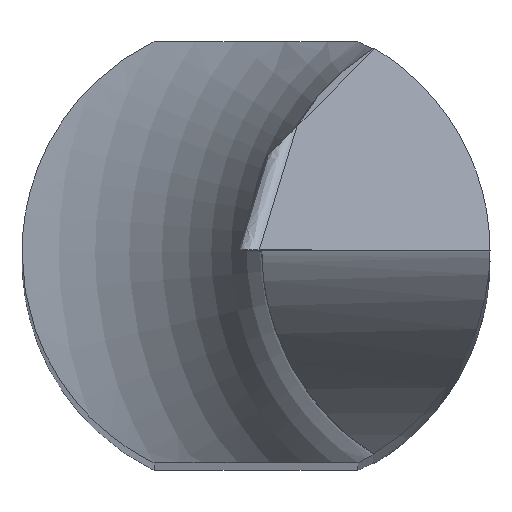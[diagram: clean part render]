
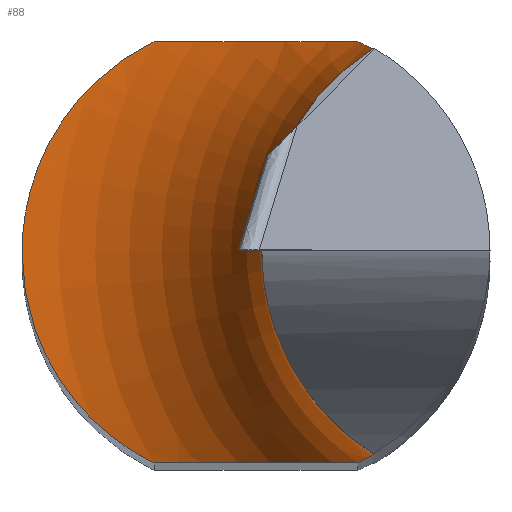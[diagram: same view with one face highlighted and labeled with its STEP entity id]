
A CAD part, top view. The second image highlights one B-rep face of the part: STEP entity #88.
In plain terms, the highlighted toroidal (fillet/blend) face has major radius 4.05 mm and minor radius 2 mm.
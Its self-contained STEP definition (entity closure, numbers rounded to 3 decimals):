
#29=TOROIDAL_SURFACE('',#699,4.05,2.);
#60=CIRCLE('',#697,2.05);
#61=CIRCLE('',#698,2.05);
#88=ADVANCED_FACE('',(#136),#29,.F.);
#136=FACE_OUTER_BOUND('',#166,.T.);
#166=EDGE_LOOP('',(#275,#276,#277,#278,#279,#280,#281,#282));
#275=ORIENTED_EDGE('',*,*,#436,.T.);
#276=ORIENTED_EDGE('',*,*,#451,.T.);
#277=ORIENTED_EDGE('',*,*,#449,.T.);
#278=ORIENTED_EDGE('',*,*,#448,.T.);
#279=ORIENTED_EDGE('',*,*,#446,.F.);
#280=ORIENTED_EDGE('',*,*,#444,.T.);
#281=ORIENTED_EDGE('',*,*,#452,.F.);
#282=ORIENTED_EDGE('',*,*,#453,.F.);
#369=VERTEX_POINT('',#1181);
#370=VERTEX_POINT('',#1189);
#377=VERTEX_POINT('',#1236);
#378=VERTEX_POINT('',#1244);
#379=VERTEX_POINT('',#1257);
#380=VERTEX_POINT('',#1273);
#381=VERTEX_POINT('',#1287);
#382=VERTEX_POINT('',#1311);
#436=EDGE_CURVE('',#370,#369,#495,.T.);
#444=EDGE_CURVE('',#378,#377,#497,.T.);
#446=EDGE_CURVE('',#378,#379,#498,.T.);
#448=EDGE_CURVE('',#380,#379,#499,.T.);
#449=EDGE_CURVE('',#381,#380,#500,.T.);
#451=EDGE_CURVE('',#369,#381,#501,.T.);
#452=EDGE_CURVE('',#382,#377,#60,.T.);
#453=EDGE_CURVE('',#370,#382,#61,.T.);
#495=B_SPLINE_CURVE_WITH_KNOTS('',3,(#1182,#1183,#1184,#1185,#1186,#1187,
#1188),.UNSPECIFIED.,.F.,.F.,(4,3,4),(0.,0.822,1.),
 .UNSPECIFIED.);
#497=B_SPLINE_CURVE_WITH_KNOTS('',3,(#1237,#1238,#1239,#1240,#1241,#1242,
#1243),.UNSPECIFIED.,.F.,.F.,(4,1,1,1,4),(0.,0.25,0.5,0.75,1.),
 .UNSPECIFIED.);
#498=B_SPLINE_CURVE_WITH_KNOTS('',3,(#1247,#1248,#1249,#1250,#1251,#1252,
#1253,#1254,#1255,#1256),.UNSPECIFIED.,.F.,.F.,(4,3,3,4),(0.,0.474,
0.918,1.),.UNSPECIFIED.);
#499=B_SPLINE_CURVE_WITH_KNOTS('',3,(#1260,#1261,#1262,#1263,#1264,#1265,
#1266,#1267,#1268,#1269,#1270,#1271,#1272),.UNSPECIFIED.,.F.,.F.,(4,3,3,
3,4),(0.,0.301,0.602,0.902,1.),
 .UNSPECIFIED.);
#500=B_SPLINE_CURVE_WITH_KNOTS('',3,(#1274,#1275,#1276,#1277,#1278,#1279,
#1280,#1281,#1282,#1283,#1284,#1285,#1286),.UNSPECIFIED.,.F.,.F.,(4,3,3,
3,4),(0.,0.292,0.584,0.883,1.),
 .UNSPECIFIED.);
#501=B_SPLINE_CURVE_WITH_KNOTS('',3,(#1290,#1291,#1292,#1293,#1294,#1295,
#1296,#1297,#1298,#1299,#1300,#1301,#1302,#1303,#1304,#1305,#1306,#1307,
#1308),.UNSPECIFIED.,.F.,.F.,(4,1,1,1,1,1,1,1,1,1,1,1,1,1,1,1,4),(0.,0.063,
0.125,0.188,0.25,0.313,0.375,0.438,0.5,0.563,0.625,0.688,0.75,0.813,
0.875,0.938,1.),.UNSPECIFIED.);
#697=AXIS2_PLACEMENT_3D('',#1310,#813,#814);
#698=AXIS2_PLACEMENT_3D('',#1312,#815,#816);
#699=AXIS2_PLACEMENT_3D('',#1313,#817,#818);
#813=DIRECTION('',(0.,0.,1.));
#814=DIRECTION('',(-1.,0.,0.));
#815=DIRECTION('',(0.,0.,1.));
#816=DIRECTION('',(-0.536,0.844,0.));
#817=DIRECTION('',(0.,0.,-1.));
#818=DIRECTION('',(1.,0.,0.));
#1181=CARTESIAN_POINT('',(0.872,1.8,19.292));
#1182=CARTESIAN_POINT('',(1.002,1.731,19.999));
#1183=CARTESIAN_POINT('',(1.002,1.731,19.801));
#1184=CARTESIAN_POINT('',(0.973,1.749,19.601));
#1185=CARTESIAN_POINT('',(0.914,1.779,19.414));
#1186=CARTESIAN_POINT('',(0.902,1.785,19.373));
#1187=CARTESIAN_POINT('',(0.887,1.792,19.332));
#1188=CARTESIAN_POINT('',(0.872,1.8,19.292));
#1189=CARTESIAN_POINT('',(1.002,1.731,19.999));
#1236=CARTESIAN_POINT('',(1.002,-1.731,19.999));
#1237=CARTESIAN_POINT('',(0.872,-1.8,19.292));
#1238=CARTESIAN_POINT('',(0.893,-1.79,19.348));
#1239=CARTESIAN_POINT('',(0.931,-1.77,19.46));
#1240=CARTESIAN_POINT('',(0.972,-1.748,19.637));
#1241=CARTESIAN_POINT('',(0.996,-1.734,19.818));
#1242=CARTESIAN_POINT('',(1.002,-1.731,19.939));
#1243=CARTESIAN_POINT('',(1.002,-1.731,19.999));
#1244=CARTESIAN_POINT('',(0.872,-1.8,19.292));
#1247=CARTESIAN_POINT('',(0.872,-1.8,19.292));
#1248=CARTESIAN_POINT('',(0.683,-1.8,19.01));
#1249=CARTESIAN_POINT('',(0.429,-1.8,18.768));
#1250=CARTESIAN_POINT('',(0.154,-1.8,18.57));
#1251=CARTESIAN_POINT('',(-0.106,-1.8,18.384));
#1252=CARTESIAN_POINT('',(-0.396,-1.8,18.233));
#1253=CARTESIAN_POINT('',(-0.699,-1.8,18.134));
#1254=CARTESIAN_POINT('',(-0.756,-1.8,18.116));
#1255=CARTESIAN_POINT('',(-0.814,-1.8,18.099));
#1256=CARTESIAN_POINT('',(-0.872,-1.8,18.084));
#1257=CARTESIAN_POINT('',(-0.872,-1.8,18.084));
#1260=CARTESIAN_POINT('',(-2.,0.,18.));
#1261=CARTESIAN_POINT('',(-2.,-0.224,18.));
#1262=CARTESIAN_POINT('',(-1.961,-0.451,17.999));
#1263=CARTESIAN_POINT('',(-1.887,-0.662,17.999));
#1264=CARTESIAN_POINT('',(-1.813,-0.873,18.));
#1265=CARTESIAN_POINT('',(-1.702,-1.074,18.001));
#1266=CARTESIAN_POINT('',(-1.562,-1.249,18.008));
#1267=CARTESIAN_POINT('',(-1.423,-1.423,18.014));
#1268=CARTESIAN_POINT('',(-1.251,-1.576,18.027));
#1269=CARTESIAN_POINT('',(-1.064,-1.694,18.053));
#1270=CARTESIAN_POINT('',(-1.002,-1.733,18.062));
#1271=CARTESIAN_POINT('',(-0.937,-1.768,18.072));
#1272=CARTESIAN_POINT('',(-0.872,-1.8,18.084));
#1273=CARTESIAN_POINT('',(-2.,0.,18.));
#1274=CARTESIAN_POINT('',(-0.872,1.8,18.084));
#1275=CARTESIAN_POINT('',(-1.065,1.706,18.049));
#1276=CARTESIAN_POINT('',(-1.247,1.578,18.029));
#1277=CARTESIAN_POINT('',(-1.402,1.426,18.017));
#1278=CARTESIAN_POINT('',(-1.557,1.274,18.006));
#1279=CARTESIAN_POINT('',(-1.688,1.094,18.002));
#1280=CARTESIAN_POINT('',(-1.786,0.9,18.));
#1281=CARTESIAN_POINT('',(-1.886,0.702,17.999));
#1282=CARTESIAN_POINT('',(-1.953,0.484,17.999));
#1283=CARTESIAN_POINT('',(-1.982,0.265,18.));
#1284=CARTESIAN_POINT('',(-1.994,0.177,18.));
#1285=CARTESIAN_POINT('',(-2.,0.088,18.));
#1286=CARTESIAN_POINT('',(-2.,0.,18.));
#1287=CARTESIAN_POINT('',(-0.872,1.8,18.084));
#1290=CARTESIAN_POINT('',(0.872,1.8,19.292));
#1291=CARTESIAN_POINT('',(0.853,1.8,19.264));
#1292=CARTESIAN_POINT('',(0.811,1.8,19.205));
#1293=CARTESIAN_POINT('',(0.739,1.8,19.112));
#1294=CARTESIAN_POINT('',(0.657,1.8,19.017));
#1295=CARTESIAN_POINT('',(0.566,1.8,18.92));
#1296=CARTESIAN_POINT('',(0.466,1.8,18.824));
#1297=CARTESIAN_POINT('',(0.359,1.8,18.729));
#1298=CARTESIAN_POINT('',(0.246,1.8,18.637));
#1299=CARTESIAN_POINT('',(0.128,1.8,18.551));
#1300=CARTESIAN_POINT('',(0.007,1.8,18.47));
#1301=CARTESIAN_POINT('',(-0.116,1.8,18.395));
#1302=CARTESIAN_POINT('',(-0.241,1.8,18.326));
#1303=CARTESIAN_POINT('',(-0.367,1.8,18.264));
#1304=CARTESIAN_POINT('',(-0.493,1.8,18.209));
#1305=CARTESIAN_POINT('',(-0.62,1.8,18.16));
#1306=CARTESIAN_POINT('',(-0.746,1.8,18.118));
#1307=CARTESIAN_POINT('',(-0.83,1.8,18.095));
#1308=CARTESIAN_POINT('',(-0.872,1.8,18.084));
#1310=CARTESIAN_POINT('',(2.1,0.,19.999));
#1311=CARTESIAN_POINT('',(0.05,0.,19.999));
#1312=CARTESIAN_POINT('',(2.1,0.,19.999));
#1313=CARTESIAN_POINT('',(2.1,0.,19.999));
